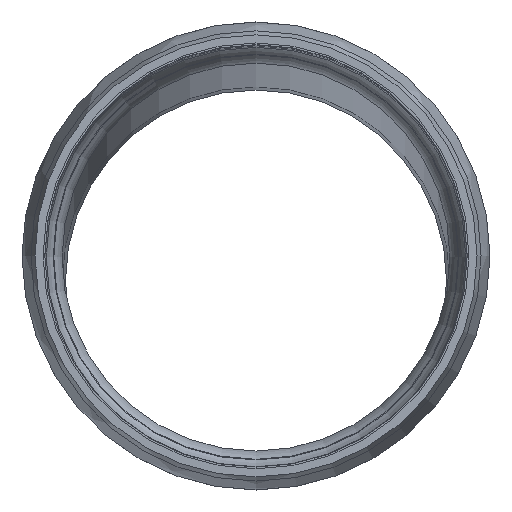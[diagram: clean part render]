
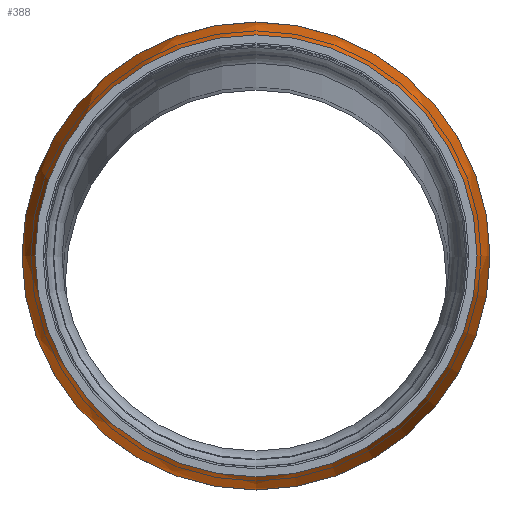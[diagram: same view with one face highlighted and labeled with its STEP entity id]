
A CAD part, top view. The second image highlights one B-rep face of the part: STEP entity #388.
In plain terms, the highlighted free-form (B-spline) face has degree [2, 2] with [3, 9] control points.
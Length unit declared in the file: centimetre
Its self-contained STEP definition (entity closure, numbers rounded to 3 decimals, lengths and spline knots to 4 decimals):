
#26=(
BOUNDED_SURFACE()
B_SPLINE_SURFACE(2,2,((#752,#753,#754,#755,#756,#757,#758,#759,#760),(#761,
#762,#763,#764,#765,#766,#767,#768,#769),(#770,#771,#772,#773,#774,#775,
#776,#777,#778)),.UNSPECIFIED.,.F.,.T.,.F.)
B_SPLINE_SURFACE_WITH_KNOTS((3,3),(3,2,2,2,3),(-0.4356,0.),(-3.1416,
-1.5708,0.,1.5708,3.1416),.UNSPECIFIED.)
GEOMETRIC_REPRESENTATION_ITEM()
RATIONAL_B_SPLINE_SURFACE(((1.,0.707,1.,0.707,1.,
0.707,1.,0.707,1.),(0.976,0.69,
0.976,0.69,0.976,0.69,
0.976,0.69,0.976),(1.,0.707,
1.,0.707,1.,0.707,1.,0.707,1.)))
REPRESENTATION_ITEM('')
SURFACE()
);
#67=FACE_OUTER_BOUND('',#91,.T.);
#91=EDGE_LOOP('',(#313,#314,#315,#316,#317));
#132=CIRCLE('',#441,39.7654);
#133=CIRCLE('',#442,42.1);
#134=CIRCLE('',#443,25.);
#135=CIRCLE('',#444,42.1);
#177=VERTEX_POINT('',#750);
#178=VERTEX_POINT('',#779);
#179=VERTEX_POINT('',#780);
#226=EDGE_CURVE('',#177,#177,#132,.T.);
#227=EDGE_CURVE('',#178,#179,#133,.T.);
#228=EDGE_CURVE('',#178,#177,#134,.T.);
#229=EDGE_CURVE('',#179,#178,#135,.T.);
#313=ORIENTED_EDGE('',*,*,#227,.F.);
#314=ORIENTED_EDGE('',*,*,#228,.T.);
#315=ORIENTED_EDGE('',*,*,#226,.T.);
#316=ORIENTED_EDGE('',*,*,#228,.F.);
#317=ORIENTED_EDGE('',*,*,#229,.F.);
#388=ADVANCED_FACE('',(#67),#26,.F.);
#441=AXIS2_PLACEMENT_3D('',#751,#560,#561);
#442=AXIS2_PLACEMENT_3D('',#781,#562,#563);
#443=AXIS2_PLACEMENT_3D('',#782,#564,#565);
#444=AXIS2_PLACEMENT_3D('',#783,#566,#567);
#560=DIRECTION('center_axis',(0.,0.,-1.));
#561=DIRECTION('ref_axis',(1.,0.,0.));
#562=DIRECTION('center_axis',(0.,0.,-1.));
#563=DIRECTION('ref_axis',(1.,0.,0.));
#564=DIRECTION('center_axis',(-1.,0.,0.));
#565=DIRECTION('ref_axis',(0.,-1.,0.));
#566=DIRECTION('center_axis',(0.,0.,-1.));
#567=DIRECTION('ref_axis',(1.,0.,0.));
#750=CARTESIAN_POINT('',(111.7361,1256.0405,1269.0024));
#751=CARTESIAN_POINT('Origin',(111.7361,1295.8059,1269.0024));
#752=CARTESIAN_POINT('Ctrl Pts',(111.7361,1256.0405,1269.0024));
#753=CARTESIAN_POINT('Ctrl Pts',(71.9708,1256.0405,1269.0024));
#754=CARTESIAN_POINT('Ctrl Pts',(71.9708,1295.8059,1269.0024));
#755=CARTESIAN_POINT('Ctrl Pts',(71.9708,1335.5713,1269.0024));
#756=CARTESIAN_POINT('Ctrl Pts',(111.7361,1335.5713,1269.0024));
#757=CARTESIAN_POINT('Ctrl Pts',(151.5015,1335.5713,1269.0024));
#758=CARTESIAN_POINT('Ctrl Pts',(151.5015,1295.8059,1269.0024));
#759=CARTESIAN_POINT('Ctrl Pts',(151.5015,1256.0405,1269.0024));
#760=CARTESIAN_POINT('Ctrl Pts',(111.7361,1256.0405,1269.0024));
#761=CARTESIAN_POINT('Ctrl Pts',(111.7361,1253.7059,1263.9863));
#762=CARTESIAN_POINT('Ctrl Pts',(69.6361,1253.7059,1263.9863));
#763=CARTESIAN_POINT('Ctrl Pts',(69.6361,1295.8059,1263.9863));
#764=CARTESIAN_POINT('Ctrl Pts',(69.6361,1337.9059,1263.9863));
#765=CARTESIAN_POINT('Ctrl Pts',(111.7361,1337.9059,1263.9863));
#766=CARTESIAN_POINT('Ctrl Pts',(153.8361,1337.9059,1263.9863));
#767=CARTESIAN_POINT('Ctrl Pts',(153.8361,1295.8059,1263.9863));
#768=CARTESIAN_POINT('Ctrl Pts',(153.8361,1253.7059,1263.9863));
#769=CARTESIAN_POINT('Ctrl Pts',(111.7361,1253.7059,1263.9863));
#770=CARTESIAN_POINT('Ctrl Pts',(111.7361,1253.7059,1258.4535));
#771=CARTESIAN_POINT('Ctrl Pts',(69.6361,1253.7059,1258.4535));
#772=CARTESIAN_POINT('Ctrl Pts',(69.6361,1295.8059,1258.4535));
#773=CARTESIAN_POINT('Ctrl Pts',(69.6361,1337.9059,1258.4535));
#774=CARTESIAN_POINT('Ctrl Pts',(111.7361,1337.9059,1258.4535));
#775=CARTESIAN_POINT('Ctrl Pts',(153.8361,1337.9059,1258.4535));
#776=CARTESIAN_POINT('Ctrl Pts',(153.8361,1295.8059,1258.4535));
#777=CARTESIAN_POINT('Ctrl Pts',(153.8361,1253.7059,1258.4535));
#778=CARTESIAN_POINT('Ctrl Pts',(111.7361,1253.7059,1258.4535));
#779=CARTESIAN_POINT('',(111.7361,1253.7059,1258.4535));
#780=CARTESIAN_POINT('',(153.8361,1295.8059,1258.4535));
#781=CARTESIAN_POINT('Origin',(111.7361,1295.8059,1258.4535));
#782=CARTESIAN_POINT('Origin',(111.7361,1278.7059,1258.4535));
#783=CARTESIAN_POINT('Origin',(111.7361,1295.8059,1258.4535));
